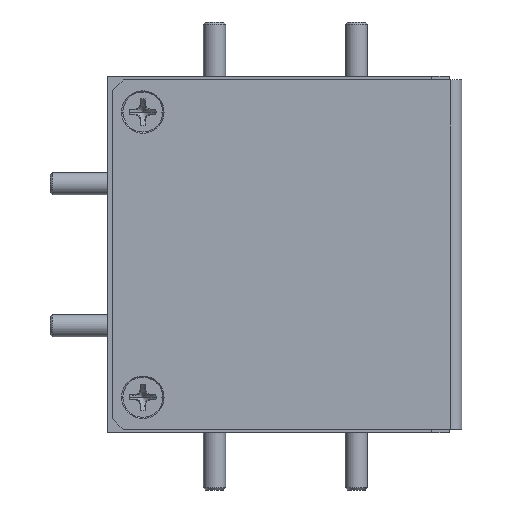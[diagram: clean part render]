
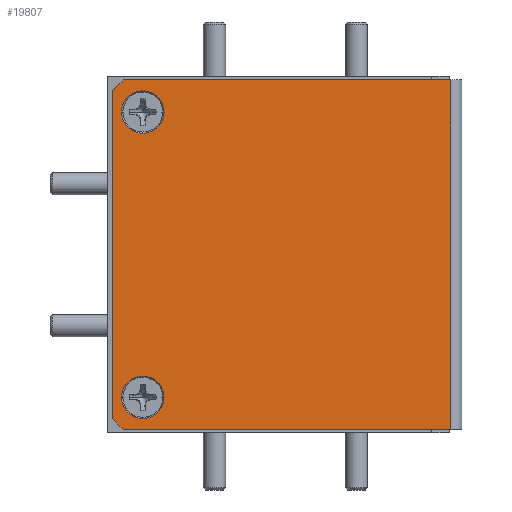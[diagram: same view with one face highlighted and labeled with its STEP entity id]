
A CAD part, front view. The second image highlights one B-rep face of the part: STEP entity #19807.
In plain terms, the highlighted planar face has unit normal (0, -1, 0).
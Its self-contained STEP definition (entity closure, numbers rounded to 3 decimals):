
#31 = ORIENTED_EDGE ( 'NONE', *, *, #22034, .T. ) ;
#721 = ORIENTED_EDGE ( 'NONE', *, *, #15112, .F. ) ;
#1151 = VERTEX_POINT ( 'NONE', #9132 ) ;
#1267 = FACE_BOUND ( 'NONE', #3661, .T. ) ;
#1435 = DIRECTION ( 'NONE',  ( 1., 0., 0. ) ) ;
#1544 = DIRECTION ( 'NONE',  ( 1., 0., 0. ) ) ;
#1551 = FACE_OUTER_BOUND ( 'NONE', #2468, .T. ) ;
#1685 = CARTESIAN_POINT ( 'NONE',  ( -11.163, -11.43, 10.16 ) ) ;
#1739 = DIRECTION ( 'NONE',  ( -0.707, 0., -0.707 ) ) ;
#2360 = CARTESIAN_POINT ( 'NONE',  ( -11.049, -11.43, -12.446 ) ) ;
#2414 = ORIENTED_EDGE ( 'NONE', *, *, #6339, .T. ) ;
#2468 = EDGE_LOOP ( 'NONE', ( #7235, #12892, #31, #21734, #17582, #2414 ) ) ;
#2570 = VERTEX_POINT ( 'NONE', #2360 ) ;
#2672 = DIRECTION ( 'NONE',  ( 1., 0., 0. ) ) ;
#3169 = VECTOR ( 'NONE', #11293, 1000. ) ;
#3187 = LINE ( 'NONE', #19376, #22537 ) ;
#3469 = DIRECTION ( 'NONE',  ( 1., 0., 0. ) ) ;
#3661 = EDGE_LOOP ( 'NONE', ( #721, #14982 ) ) ;
#3813 = AXIS2_PLACEMENT_3D ( 'NONE', #19213, #21221, #1435 ) ;
#4160 = CARTESIAN_POINT ( 'NONE',  ( -11.811, -11.43, -11.684 ) ) ;
#4799 = CARTESIAN_POINT ( 'NONE',  ( -11.049, -11.43, 12.446 ) ) ;
#4925 = ORIENTED_EDGE ( 'NONE', *, *, #17036, .F. ) ;
#5186 = CIRCLE ( 'NONE', #5444, 1.511 ) ;
#5207 = LINE ( 'NONE', #19731, #14194 ) ;
#5287 = VERTEX_POINT ( 'NONE', #1685 ) ;
#5393 = CARTESIAN_POINT ( 'NONE',  ( 12.287, -11.43, 12.446 ) ) ;
#5444 = AXIS2_PLACEMENT_3D ( 'NONE', #9639, #11299, #13110 ) ;
#6057 = PLANE ( 'NONE',  #19985 ) ;
#6146 = DIRECTION ( 'NONE',  ( 0., 1., 0. ) ) ;
#6339 = EDGE_CURVE ( 'NONE', #9095, #1151, #5207, .T. ) ;
#6396 = VERTEX_POINT ( 'NONE', #5393 ) ;
#6460 = CIRCLE ( 'NONE', #21529, 1.511 ) ;
#6492 = DIRECTION ( 'NONE',  ( 1., 0., 0. ) ) ;
#6630 = EDGE_CURVE ( 'NONE', #7526, #14978, #17505, .T. ) ;
#6851 = EDGE_CURVE ( 'NONE', #6396, #7955, #18349, .T. ) ;
#7171 = LINE ( 'NONE', #13708, #19501 ) ;
#7235 = ORIENTED_EDGE ( 'NONE', *, *, #7709, .T. ) ;
#7512 = EDGE_LOOP ( 'NONE', ( #4925, #23033 ) ) ;
#7526 = VERTEX_POINT ( 'NONE', #9924 ) ;
#7709 = EDGE_CURVE ( 'NONE', #1151, #20118, #12452, .T. ) ;
#7955 = VERTEX_POINT ( 'NONE', #21795 ) ;
#7983 = DIRECTION ( 'NONE',  ( 0., -1., 0. ) ) ;
#8097 = AXIS2_PLACEMENT_3D ( 'NONE', #18714, #7983, #2672 ) ;
#8422 = DIRECTION ( 'NONE',  ( 0., -1., 0. ) ) ;
#8585 = CARTESIAN_POINT ( 'NONE',  ( -11.811, -11.43, 12.446 ) ) ;
#8721 = CARTESIAN_POINT ( 'NONE',  ( -9.652, -11.43, 10.16 ) ) ;
#9095 = VERTEX_POINT ( 'NONE', #4799 ) ;
#9132 = CARTESIAN_POINT ( 'NONE',  ( -11.811, -11.43, 11.684 ) ) ;
#9639 = CARTESIAN_POINT ( 'NONE',  ( -9.652, -11.43, 10.16 ) ) ;
#9924 = CARTESIAN_POINT ( 'NONE',  ( -11.163, -11.43, -10.16 ) ) ;
#10457 = DIRECTION ( 'NONE',  ( 0.707, 0., -0.707 ) ) ;
#10601 = CARTESIAN_POINT ( 'NONE',  ( -8.141, -11.43, -10.16 ) ) ;
#11194 = LINE ( 'NONE', #17376, #20413 ) ;
#11293 = DIRECTION ( 'NONE',  ( 0., 0., -1. ) ) ;
#11299 = DIRECTION ( 'NONE',  ( 0., -1., 0. ) ) ;
#11723 = FACE_BOUND ( 'NONE', #7512, .T. ) ;
#12452 = LINE ( 'NONE', #8585, #15237 ) ;
#12892 = ORIENTED_EDGE ( 'NONE', *, *, #22692, .T. ) ;
#12910 = CARTESIAN_POINT ( 'NONE',  ( -8.141, -11.43, 10.16 ) ) ;
#13110 = DIRECTION ( 'NONE',  ( 1., 0., 0. ) ) ;
#13708 = CARTESIAN_POINT ( 'NONE',  ( -11.811, -11.43, -12.446 ) ) ;
#14194 = VECTOR ( 'NONE', #1739, 1000. ) ;
#14978 = VERTEX_POINT ( 'NONE', #10601 ) ;
#14982 = ORIENTED_EDGE ( 'NONE', *, *, #17370, .F. ) ;
#15112 = EDGE_CURVE ( 'NONE', #19730, #5287, #5186, .T. ) ;
#15237 = VECTOR ( 'NONE', #21011, 1000. ) ;
#16870 = CARTESIAN_POINT ( 'NONE',  ( -11.811, -11.43, 12.446 ) ) ;
#17036 = EDGE_CURVE ( 'NONE', #14978, #7526, #17132, .T. ) ;
#17132 = CIRCLE ( 'NONE', #3813, 1.511 ) ;
#17370 = EDGE_CURVE ( 'NONE', #5287, #19730, #6460, .T. ) ;
#17376 = CARTESIAN_POINT ( 'NONE',  ( -11.811, -11.43, 12.446 ) ) ;
#17505 = CIRCLE ( 'NONE', #8097, 1.511 ) ;
#17582 = ORIENTED_EDGE ( 'NONE', *, *, #18679, .F. ) ;
#18349 = LINE ( 'NONE', #20130, #3169 ) ;
#18679 = EDGE_CURVE ( 'NONE', #9095, #6396, #11194, .T. ) ;
#18714 = CARTESIAN_POINT ( 'NONE',  ( -9.652, -11.43, -10.16 ) ) ;
#19213 = CARTESIAN_POINT ( 'NONE',  ( -9.652, -11.43, -10.16 ) ) ;
#19376 = CARTESIAN_POINT ( 'NONE',  ( -11.811, -11.43, -11.684 ) ) ;
#19501 = VECTOR ( 'NONE', #6492, 1000. ) ;
#19730 = VERTEX_POINT ( 'NONE', #12910 ) ;
#19731 = CARTESIAN_POINT ( 'NONE',  ( -11.049, -11.43, 12.446 ) ) ;
#19807 = ADVANCED_FACE ( 'NONE', ( #11723, #1551, #1267 ), #6057, .F. ) ;
#19985 = AXIS2_PLACEMENT_3D ( 'NONE', #16870, #6146, #20388 ) ;
#20118 = VERTEX_POINT ( 'NONE', #4160 ) ;
#20130 = CARTESIAN_POINT ( 'NONE',  ( 12.287, -11.43, 12.446 ) ) ;
#20388 = DIRECTION ( 'NONE',  ( -1., 0., 0. ) ) ;
#20413 = VECTOR ( 'NONE', #3469, 1000. ) ;
#21011 = DIRECTION ( 'NONE',  ( 0., 0., -1. ) ) ;
#21221 = DIRECTION ( 'NONE',  ( 0., -1., 0. ) ) ;
#21529 = AXIS2_PLACEMENT_3D ( 'NONE', #8721, #8422, #1544 ) ;
#21734 = ORIENTED_EDGE ( 'NONE', *, *, #6851, .F. ) ;
#21795 = CARTESIAN_POINT ( 'NONE',  ( 12.287, -11.43, -12.446 ) ) ;
#22034 = EDGE_CURVE ( 'NONE', #2570, #7955, #7171, .T. ) ;
#22537 = VECTOR ( 'NONE', #10457, 1000. ) ;
#22692 = EDGE_CURVE ( 'NONE', #20118, #2570, #3187, .T. ) ;
#23033 = ORIENTED_EDGE ( 'NONE', *, *, #6630, .F. ) ;
